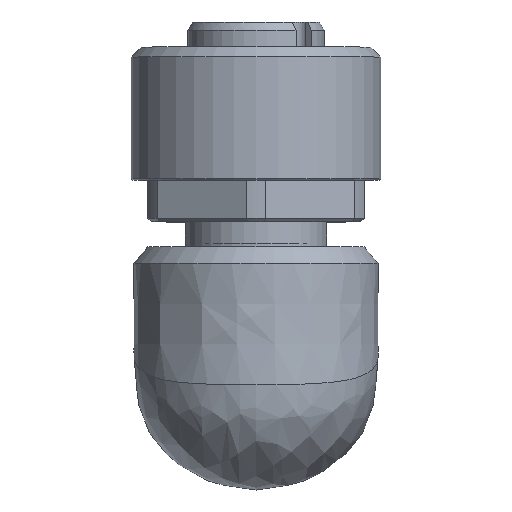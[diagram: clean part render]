
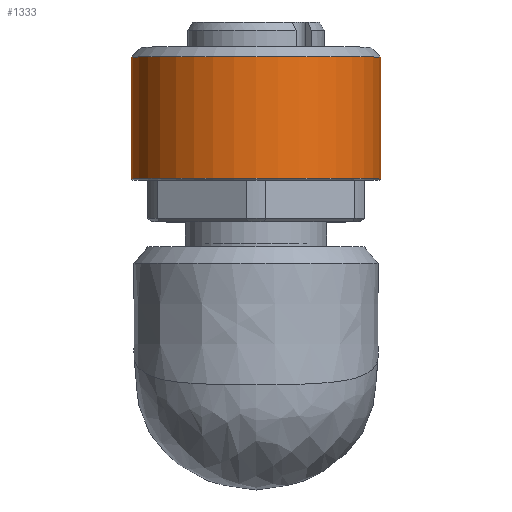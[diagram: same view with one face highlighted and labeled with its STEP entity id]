
A CAD part, top view. The second image highlights one B-rep face of the part: STEP entity #1333.
In plain terms, the highlighted cylindrical face has radius 7.5 mm (diameter 15 mm), a full revolution.
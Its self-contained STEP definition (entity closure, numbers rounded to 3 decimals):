
#197=FACE_OUTER_BOUND('',#278,.T.);
#278=EDGE_LOOP('',(#1105,#1106,#1107,#1108,#1109,#1110));
#349=LINE('',#5132,#407);
#407=VECTOR('',#1816,7.5);
#473=CIRCLE('',#1468,7.5);
#474=CIRCLE('',#1469,7.5);
#481=CIRCLE('',#1488,7.5);
#482=CIRCLE('',#1489,7.5);
#592=VERTEX_POINT('',#5080);
#593=VERTEX_POINT('',#5082);
#604=VERTEX_POINT('',#5128);
#605=VERTEX_POINT('',#5129);
#760=EDGE_CURVE('',#593,#592,#473,.T.);
#761=EDGE_CURVE('',#592,#593,#474,.T.);
#783=EDGE_CURVE('',#604,#605,#481,.T.);
#784=EDGE_CURVE('',#605,#604,#482,.T.);
#785=EDGE_CURVE('',#605,#593,#349,.T.);
#1105=ORIENTED_EDGE('',*,*,#783,.F.);
#1106=ORIENTED_EDGE('',*,*,#784,.F.);
#1107=ORIENTED_EDGE('',*,*,#785,.T.);
#1108=ORIENTED_EDGE('',*,*,#760,.T.);
#1109=ORIENTED_EDGE('',*,*,#761,.T.);
#1110=ORIENTED_EDGE('',*,*,#785,.F.);
#1184=CYLINDRICAL_SURFACE('',#1487,7.5);
#1333=ADVANCED_FACE('',(#197),#1184,.T.);
#1468=AXIS2_PLACEMENT_3D('',#5083,#1757,#1758);
#1469=AXIS2_PLACEMENT_3D('',#5084,#1759,#1760);
#1487=AXIS2_PLACEMENT_3D('',#5127,#1810,#1811);
#1488=AXIS2_PLACEMENT_3D('',#5130,#1812,#1813);
#1489=AXIS2_PLACEMENT_3D('',#5131,#1814,#1815);
#1757=DIRECTION('center_axis',(0.,1.,0.));
#1758=DIRECTION('ref_axis',(0.,0.,-1.));
#1759=DIRECTION('center_axis',(0.,1.,0.));
#1760=DIRECTION('ref_axis',(0.,0.,-1.));
#1810=DIRECTION('center_axis',(0.,1.,0.));
#1811=DIRECTION('ref_axis',(0.,0.,-1.));
#1812=DIRECTION('center_axis',(0.,1.,0.));
#1813=DIRECTION('ref_axis',(0.,0.,-1.));
#1814=DIRECTION('center_axis',(0.,1.,0.));
#1815=DIRECTION('ref_axis',(0.,0.,-1.));
#1816=DIRECTION('',(0.,-1.,0.));
#5080=CARTESIAN_POINT('',(7.5,11.5,28.2));
#5082=CARTESIAN_POINT('',(0.,11.5,35.7));
#5083=CARTESIAN_POINT('Origin',(0.,11.5,28.2));
#5084=CARTESIAN_POINT('Origin',(0.,11.5,28.2));
#5127=CARTESIAN_POINT('Origin',(0.,13.85,28.2));
#5128=CARTESIAN_POINT('',(0.,18.8,20.7));
#5129=CARTESIAN_POINT('',(0.,18.8,35.7));
#5130=CARTESIAN_POINT('Origin',(0.,18.8,28.2));
#5131=CARTESIAN_POINT('Origin',(0.,18.8,28.2));
#5132=CARTESIAN_POINT('',(0.,13.85,35.7));
